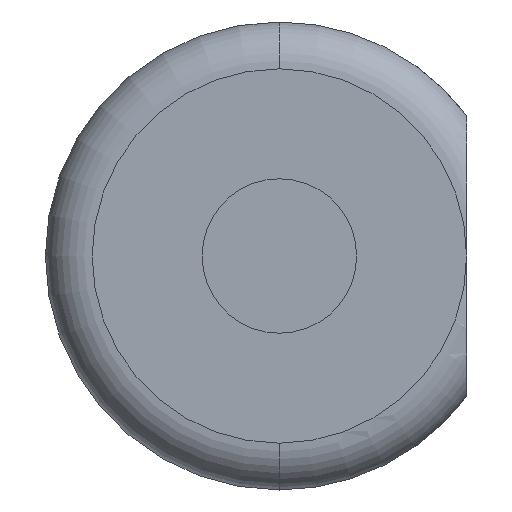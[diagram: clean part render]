
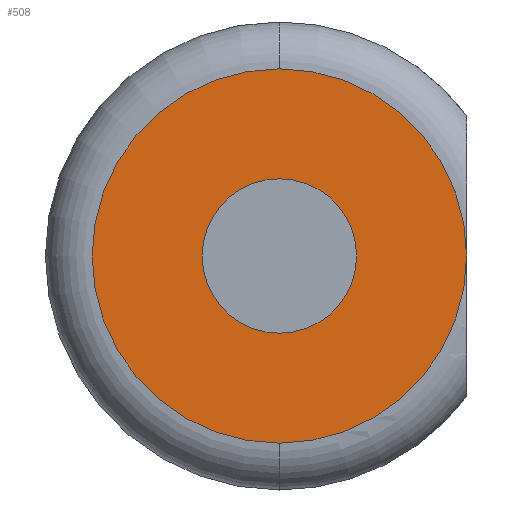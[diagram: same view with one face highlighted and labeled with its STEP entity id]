
A CAD part, front view. The second image highlights one B-rep face of the part: STEP entity #508.
In plain terms, the highlighted planar face has unit normal (0, -1, 0).
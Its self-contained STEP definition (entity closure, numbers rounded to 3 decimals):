
#5 = DIRECTION ( 'NONE',  ( 0., 0., 1. ) ) ;
#7 = VERTEX_POINT ( 'NONE', #441 ) ;
#11 = CIRCLE ( 'NONE', #190, 0.825 ) ;
#25 = CIRCLE ( 'NONE', #245, 2. ) ;
#53 = DIRECTION ( 'NONE',  ( 0., 1., 0. ) ) ;
#61 = ORIENTED_EDGE ( 'NONE', *, *, #304, .T. ) ;
#62 = DIRECTION ( 'NONE',  ( 0., 0., 1. ) ) ;
#69 = CIRCLE ( 'NONE', #194, 2. ) ;
#86 = CIRCLE ( 'NONE', #259, 2. ) ;
#92 = VERTEX_POINT ( 'NONE', #158 ) ;
#104 = VERTEX_POINT ( 'NONE', #380 ) ;
#133 = DIRECTION ( 'NONE',  ( 0., -1., 0. ) ) ;
#146 = EDGE_LOOP ( 'NONE', ( #61, #490, #446 ) ) ;
#158 = CARTESIAN_POINT ( 'NONE',  ( 2., -35.15, 0. ) ) ;
#159 = AXIS2_PLACEMENT_3D ( 'NONE', #550, #342, #62 ) ;
#190 = AXIS2_PLACEMENT_3D ( 'NONE', #321, #53, #382 ) ;
#194 = AXIS2_PLACEMENT_3D ( 'NONE', #502, #209, #535 ) ;
#209 = DIRECTION ( 'NONE',  ( 0., -1., 0. ) ) ;
#237 = VERTEX_POINT ( 'NONE', #414 ) ;
#238 = AXIS2_PLACEMENT_3D ( 'NONE', #525, #250, #5 ) ;
#245 = AXIS2_PLACEMENT_3D ( 'NONE', #523, #419, #252 ) ;
#250 = DIRECTION ( 'NONE',  ( 0., 1., 0. ) ) ;
#252 = DIRECTION ( 'NONE',  ( 0., 0., -1. ) ) ;
#259 = AXIS2_PLACEMENT_3D ( 'NONE', #291, #133, #431 ) ;
#291 = CARTESIAN_POINT ( 'NONE',  ( 0., -35.15, 0. ) ) ;
#304 = EDGE_CURVE ( 'NONE', #92, #7, #86, .T. ) ;
#318 = EDGE_CURVE ( 'NONE', #7, #237, #25, .T. ) ;
#321 = CARTESIAN_POINT ( 'NONE',  ( 0., -35.15, 0. ) ) ;
#326 = EDGE_CURVE ( 'NONE', #359, #104, #349, .T. ) ;
#342 = DIRECTION ( 'NONE',  ( 0., -1., 0. ) ) ;
#343 = PLANE ( 'NONE',  #159 ) ;
#349 = CIRCLE ( 'NONE', #238, 0.825 ) ;
#357 = FACE_BOUND ( 'NONE', #405, .T. ) ;
#359 = VERTEX_POINT ( 'NONE', #495 ) ;
#380 = CARTESIAN_POINT ( 'NONE',  ( 0., -35.15, 0.825 ) ) ;
#381 = EDGE_CURVE ( 'NONE', #237, #92, #69, .T. ) ;
#382 = DIRECTION ( 'NONE',  ( 0., 0., 1. ) ) ;
#384 = EDGE_CURVE ( 'NONE', #104, #359, #11, .T. ) ;
#387 = ORIENTED_EDGE ( 'NONE', *, *, #326, .T. ) ;
#399 = FACE_OUTER_BOUND ( 'NONE', #146, .T. ) ;
#405 = EDGE_LOOP ( 'NONE', ( #387, #547 ) ) ;
#414 = CARTESIAN_POINT ( 'NONE',  ( 0., -35.15, -2. ) ) ;
#419 = DIRECTION ( 'NONE',  ( 0., -1., 0. ) ) ;
#431 = DIRECTION ( 'NONE',  ( 0., 0., -1. ) ) ;
#441 = CARTESIAN_POINT ( 'NONE',  ( 0., -35.15, 2. ) ) ;
#446 = ORIENTED_EDGE ( 'NONE', *, *, #381, .T. ) ;
#490 = ORIENTED_EDGE ( 'NONE', *, *, #318, .T. ) ;
#495 = CARTESIAN_POINT ( 'NONE',  ( 0., -35.15, -0.825 ) ) ;
#502 = CARTESIAN_POINT ( 'NONE',  ( 0., -35.15, 0. ) ) ;
#508 = ADVANCED_FACE ( 'NONE', ( #399, #357 ), #343, .T. ) ;
#523 = CARTESIAN_POINT ( 'NONE',  ( 0., -35.15, 0. ) ) ;
#525 = CARTESIAN_POINT ( 'NONE',  ( 0., -35.15, 0. ) ) ;
#535 = DIRECTION ( 'NONE',  ( 0., 0., -1. ) ) ;
#547 = ORIENTED_EDGE ( 'NONE', *, *, #384, .T. ) ;
#550 = CARTESIAN_POINT ( 'NONE',  ( 0., -35.15, 0. ) ) ;
